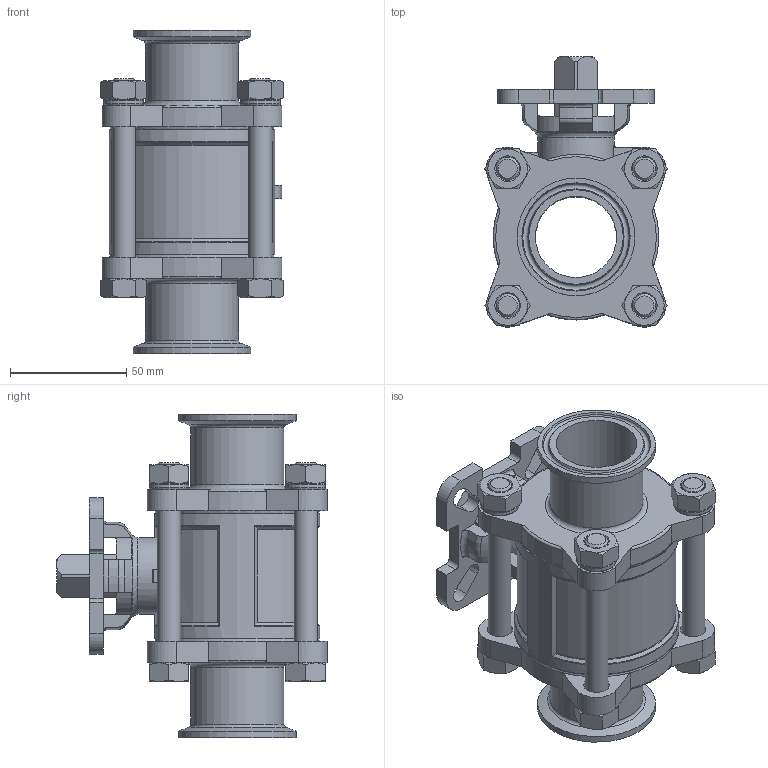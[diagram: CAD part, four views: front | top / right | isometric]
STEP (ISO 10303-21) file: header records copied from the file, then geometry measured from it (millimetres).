
FILE_DESCRIPTION(/* description */ ('STEP AP214'),/* implementation_level */ '2;1');
FILE_NAME(/* name */ '4795669_VZBD-11_2-S1-16-T-2-F0507-V14V14',/* time_stamp */ '2024-09-18T01:20:20+02:00',/* author */ ('License CC BY-ND 4.0'),/* organization */ ('CADENAS'),/* preprocessor_version */ 'ST-DEVELOPER v19.3',/* originating_system */ 'PARTsolutions',/* authorisation */ ' ');
FILE_SCHEMA (('AUTOMOTIVE_DESIGN {1 0 10303 214 3 1 1}'));
Length unit declared in the file: millimetre
Products named in the file (1): 4795669 VZBD-11/2-S1-16-T-2-F0507-V14V14
Bounding box: 78.32 x 116.09 x 139 mm (x, y, z)
Volume: 335724.3 mm3; surface area: 86198.8 mm2
Topology: 1 solids, 1 shells, 410 faces, 1001 edges, 617 vertices
Faces by surface type: plane 153, cone 128, cylinder 80, torus 49
Full cylindrical faces by diameter (mm): 4.917 x1, 10 x8, 11 x9, 17 x4, 23.8 x1, 33 x1, 34.8 x1, 36 x1, 40 x2, 50.5 x2, 71 x1
Entity records: 11984 total; most frequent: CARTESIAN_POINT 2892, ORIENTED_EDGE 1852, DIRECTION 1812, EDGE_CURVE 926, AXIS2_PLACEMENT_3D 767, VERTEX_POINT 611, EDGE_LOOP 533, FACE_BOUND 533
